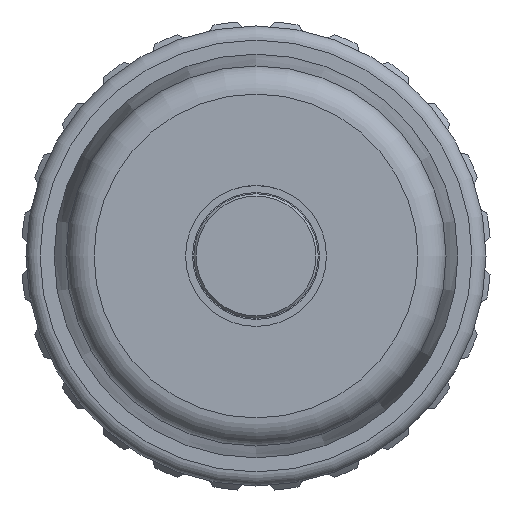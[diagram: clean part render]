
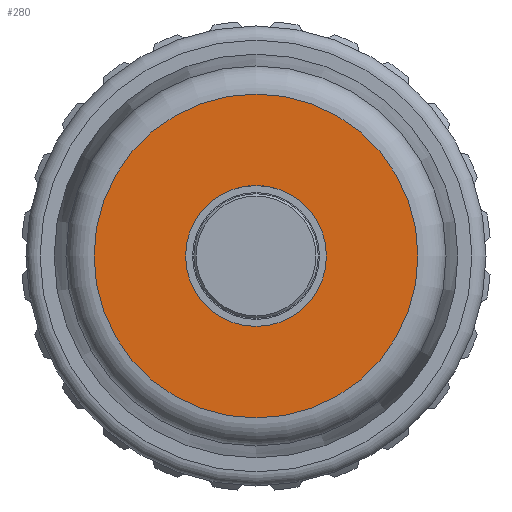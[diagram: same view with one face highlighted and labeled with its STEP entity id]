
A CAD part, left-side view. The second image highlights one B-rep face of the part: STEP entity #280.
In plain terms, the highlighted planar face has unit normal (-1, 0, 0).
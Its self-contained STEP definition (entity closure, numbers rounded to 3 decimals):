
#280 = ADVANCED_FACE( '', ( #752, #753 ), #754, .F. );
#752 = FACE_BOUND( '', #1465, .T. );
#753 = FACE_OUTER_BOUND( '', #1466, .T. );
#754 = PLANE( '', #1467 );
#1465 = EDGE_LOOP( '', ( #2262 ) );
#1466 = EDGE_LOOP( '', ( #2263 ) );
#1467 = AXIS2_PLACEMENT_3D( '', #2264, #2265, #2266 );
#2262 = ORIENTED_EDGE( '', *, *, #3956, .F. );
#2263 = ORIENTED_EDGE( '', *, *, #4011, .T. );
#2264 = CARTESIAN_POINT( '', ( 61., -3.45, 0. ) );
#2265 = DIRECTION( '', ( 1., 0., 0. ) );
#2266 = DIRECTION( '', ( 0., 0., -1. ) );
#3956 = EDGE_CURVE( '', #4671, #4671, #4672, .T. );
#4011 = EDGE_CURVE( '', #4767, #4767, #4768, .T. );
#4671 = VERTEX_POINT( '', #5725 );
#4672 = CIRCLE( '', #5726, 1.3 );
#4767 = VERTEX_POINT( '', #5876 );
#4768 = CIRCLE( '', #5877, 3.45 );
#5725 = CARTESIAN_POINT( '', ( 61., 0., 1.3 ) );
#5726 = AXIS2_PLACEMENT_3D( '', #7457, #7458, #7459 );
#5876 = CARTESIAN_POINT( '', ( 61., 0., 3.45 ) );
#5877 = AXIS2_PLACEMENT_3D( '', #7512, #7513, #7514 );
#7457 = CARTESIAN_POINT( '', ( 61., 0., 0. ) );
#7458 = DIRECTION( '', ( -1., 0., 0. ) );
#7459 = DIRECTION( '', ( 0., 0., 1. ) );
#7512 = CARTESIAN_POINT( '', ( 61., 0., 0. ) );
#7513 = DIRECTION( '', ( -1., 0., 0. ) );
#7514 = DIRECTION( '', ( 0., 0., 1. ) );
